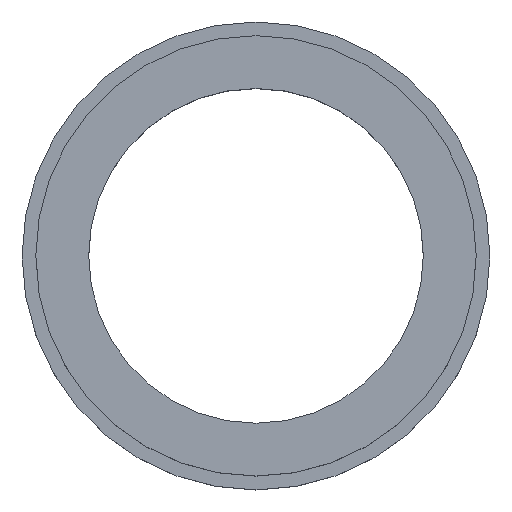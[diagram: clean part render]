
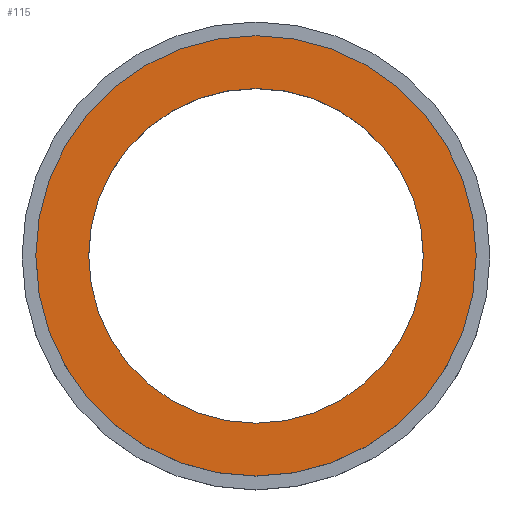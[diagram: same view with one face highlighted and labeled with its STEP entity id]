
A CAD part, top view. The second image highlights one B-rep face of the part: STEP entity #115.
In plain terms, the highlighted planar face has unit normal (0, 0, 1).
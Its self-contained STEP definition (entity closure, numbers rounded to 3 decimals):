
#42=CARTESIAN_POINT('Vertex',(25.4,0.,12.7)) ;
#56=CARTESIAN_POINT('Vertex',(-25.4,0.,12.7)) ;
#59=CARTESIAN_POINT('Axis2P3D Location',(0.,0.,12.7)) ;
#76=CARTESIAN_POINT('Axis2P3D Location',(0.,0.,12.7)) ;
#88=CARTESIAN_POINT('Axis2P3D Location',(0.,0.,12.7)) ;
#97=CARTESIAN_POINT('Axis2P3D Location',(0.,0.,12.7)) ;
#101=CARTESIAN_POINT('Vertex',(-19.304,0.,12.7)) ;
#103=CARTESIAN_POINT('Vertex',(19.304,0.,12.7)) ;
#106=CARTESIAN_POINT('Axis2P3D Location',(0.,0.,12.7)) ;
#60=DIRECTION('Axis2P3D Direction',(0.,0.,1.)) ;
#77=DIRECTION('Axis2P3D Direction',(0.,0.,1.)) ;
#89=DIRECTION('Axis2P3D Direction',(0.,0.,1.)) ;
#90=DIRECTION('Axis2P3D XDirection',(1.,0.,0.)) ;
#98=DIRECTION('Axis2P3D Direction',(0.,0.,1.)) ;
#107=DIRECTION('Axis2P3D Direction',(0.,0.,1.)) ;
#61=AXIS2_PLACEMENT_3D('Circle Axis2P3D',#59,#60,$) ;
#78=AXIS2_PLACEMENT_3D('Circle Axis2P3D',#76,#77,$) ;
#91=AXIS2_PLACEMENT_3D('Plane Axis2P3D',#88,#89,#90) ;
#99=AXIS2_PLACEMENT_3D('Circle Axis2P3D',#97,#98,$) ;
#108=AXIS2_PLACEMENT_3D('Circle Axis2P3D',#106,#107,$) ;
#62=CIRCLE('generated circle',#61,25.4) ;
#79=CIRCLE('generated circle',#78,25.4) ;
#100=CIRCLE('generated circle',#99,19.304) ;
#109=CIRCLE('generated circle',#108,19.304) ;
#92=PLANE('',#91) ;
#114=FACE_BOUND('',#111,.T.) ;
#63=EDGE_CURVE('',#43,#57,#62,.T.) ;
#80=EDGE_CURVE('',#57,#43,#79,.T.) ;
#105=EDGE_CURVE('',#102,#104,#100,.T.) ;
#110=EDGE_CURVE('',#104,#102,#109,.T.) ;
#94=ORIENTED_EDGE('',*,*,#63,.T.) ;
#95=ORIENTED_EDGE('',*,*,#80,.T.) ;
#112=ORIENTED_EDGE('',*,*,#105,.F.) ;
#113=ORIENTED_EDGE('',*,*,#110,.F.) ;
#93=EDGE_LOOP('',(#94,#95)) ;
#111=EDGE_LOOP('',(#112,#113)) ;
#43=VERTEX_POINT('',#42) ;
#57=VERTEX_POINT('',#56) ;
#102=VERTEX_POINT('',#101) ;
#104=VERTEX_POINT('',#103) ;
#115=ADVANCED_FACE('PartBody',(#96,#114),#92,.T.) ;
#96=FACE_OUTER_BOUND('',#93,.T.) ;
